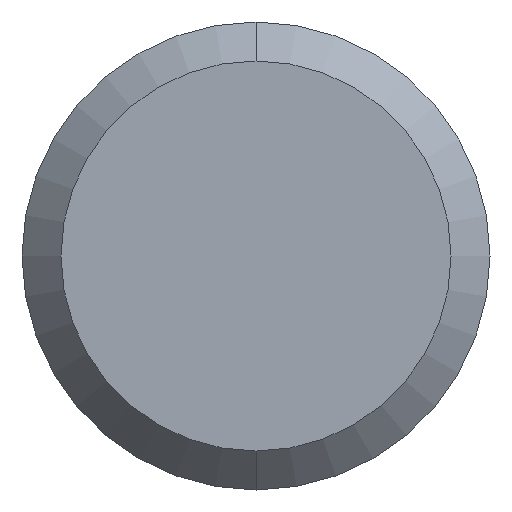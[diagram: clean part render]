
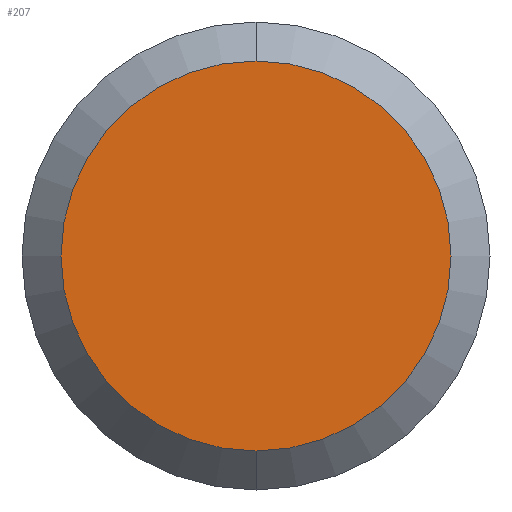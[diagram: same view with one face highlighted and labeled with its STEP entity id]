
A CAD part, front view. The second image highlights one B-rep face of the part: STEP entity #207.
In plain terms, the highlighted planar face has unit normal (0, -1, 0).
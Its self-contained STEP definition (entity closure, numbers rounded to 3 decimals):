
#42 = DIRECTION ( 'NONE',  ( 0., 0., 1. ) ) ;
#69 = ORIENTED_EDGE ( 'NONE', *, *, #272, .T. ) ;
#87 = CARTESIAN_POINT ( 'NONE',  ( 0., 0., -0.01 ) ) ;
#97 = CARTESIAN_POINT ( 'NONE',  ( 0., 0., 4.99 ) ) ;
#100 = DIRECTION ( 'NONE',  ( 0., 1., 0. ) ) ;
#109 = DIRECTION ( 'NONE',  ( 0., -1., 0. ) ) ;
#117 = AXIS2_PLACEMENT_3D ( 'NONE', #87, #168, #42 ) ;
#131 = DIRECTION ( 'NONE',  ( 0., 0., 1. ) ) ;
#134 = CARTESIAN_POINT ( 'NONE',  ( 0., 0., -5.01 ) ) ;
#145 = EDGE_LOOP ( 'NONE', ( #161, #69 ) ) ;
#153 = CARTESIAN_POINT ( 'NONE',  ( 0., 0., -0.01 ) ) ;
#161 = ORIENTED_EDGE ( 'NONE', *, *, #265, .T. ) ;
#162 = FACE_OUTER_BOUND ( 'NONE', #145, .T. ) ;
#168 = DIRECTION ( 'NONE',  ( 0., -1., 0. ) ) ;
#179 = PLANE ( 'NONE',  #211 ) ;
#182 = VERTEX_POINT ( 'NONE', #97 ) ;
#191 = VERTEX_POINT ( 'NONE', #134 ) ;
#199 = CARTESIAN_POINT ( 'NONE',  ( 0., 0., -0.01 ) ) ;
#205 = CIRCLE ( 'NONE', #117, 5. ) ;
#207 = ADVANCED_FACE ( 'NONE', ( #162 ), #179, .F. ) ;
#211 = AXIS2_PLACEMENT_3D ( 'NONE', #199, #100, #270 ) ;
#265 = EDGE_CURVE ( 'NONE', #182, #191, #205, .T. ) ;
#267 = CIRCLE ( 'NONE', #269, 5. ) ;
#269 = AXIS2_PLACEMENT_3D ( 'NONE', #153, #109, #131 ) ;
#270 = DIRECTION ( 'NONE',  ( 0., 0., 1. ) ) ;
#272 = EDGE_CURVE ( 'NONE', #191, #182, #267, .T. ) ;
